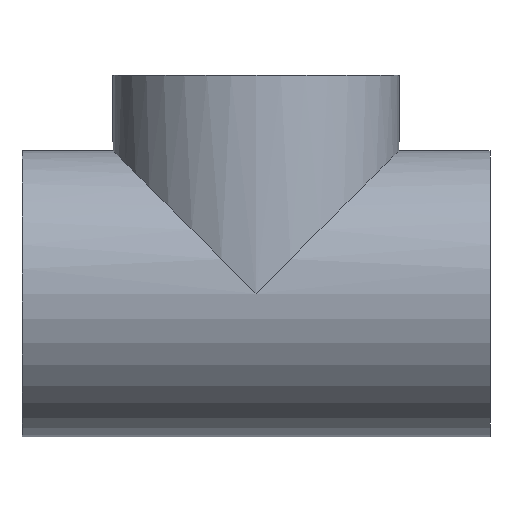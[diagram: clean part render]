
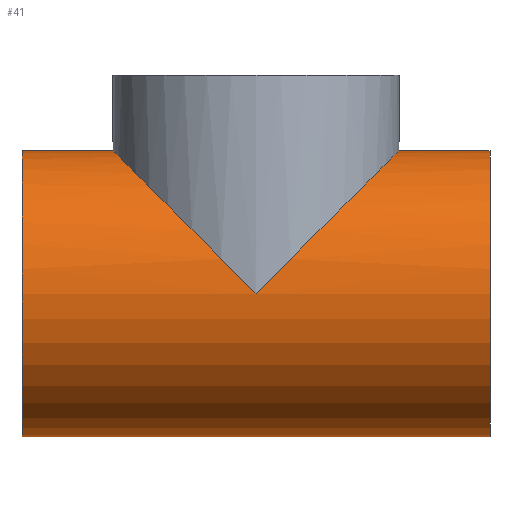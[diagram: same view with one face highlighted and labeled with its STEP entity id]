
A CAD part, front view. The second image highlights one B-rep face of the part: STEP entity #41.
In plain terms, the highlighted cylindrical face has radius 46.5 mm (diameter 93 mm), a full revolution.
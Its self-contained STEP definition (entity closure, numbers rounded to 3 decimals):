
#41 = ADVANCED_FACE( '', ( #89, #90, #91 ), #92, .T. );
#89 = FACE_OUTER_BOUND( '', #150, .T. );
#90 = FACE_OUTER_BOUND( '', #151, .T. );
#91 = FACE_BOUND( '', #152, .T. );
#92 = CYLINDRICAL_SURFACE( '', #153, 46.5 );
#150 = EDGE_LOOP( '', ( #210 ) );
#151 = EDGE_LOOP( '', ( #211 ) );
#152 = EDGE_LOOP( '', ( #212, #213 ) );
#153 = AXIS2_PLACEMENT_3D( '', #214, #215, #216 );
#210 = ORIENTED_EDGE( '', *, *, #287, .T. );
#211 = ORIENTED_EDGE( '', *, *, #288, .F. );
#212 = ORIENTED_EDGE( '', *, *, #289, .F. );
#213 = ORIENTED_EDGE( '', *, *, #290, .F. );
#214 = CARTESIAN_POINT( '', ( 32.5, 0., 0. ) );
#215 = DIRECTION( '', ( 1., 0., 0. ) );
#216 = DIRECTION( '', ( 0., 0., 1. ) );
#287 = EDGE_CURVE( '', #321, #321, #322, .T. );
#288 = EDGE_CURVE( '', #323, #323, #324, .T. );
#289 = EDGE_CURVE( '', #325, #326, #327, .F. );
#290 = EDGE_CURVE( '', #326, #325, #328, .T. );
#321 = VERTEX_POINT( '', #366 );
#322 = CIRCLE( '', #367, 46.5 );
#323 = VERTEX_POINT( '', #368 );
#324 = CIRCLE( '', #369, 46.5 );
#325 = VERTEX_POINT( '', #370 );
#326 = VERTEX_POINT( '', #371 );
#327 = ELLIPSE( '', #372, 65.761, 46.5 );
#328 = ELLIPSE( '', #373, 65.761, 46.5 );
#366 = CARTESIAN_POINT( '', ( -119.5, 46.5, 0. ) );
#367 = AXIS2_PLACEMENT_3D( '', #413, #414, #415 );
#368 = CARTESIAN_POINT( '', ( 32.5, 46.5, 0. ) );
#369 = AXIS2_PLACEMENT_3D( '', #416, #417, #418 );
#370 = CARTESIAN_POINT( '', ( -43.5, 46.5, 0. ) );
#371 = CARTESIAN_POINT( '', ( -43.5, -46.5, 0. ) );
#372 = AXIS2_PLACEMENT_3D( '', #419, #420, #421 );
#373 = AXIS2_PLACEMENT_3D( '', #422, #423, #424 );
#413 = CARTESIAN_POINT( '', ( -119.5, 0., 0. ) );
#414 = DIRECTION( '', ( 1., 0., 0. ) );
#415 = DIRECTION( '', ( 0., 1., 0. ) );
#416 = CARTESIAN_POINT( '', ( 32.5, 0., 0. ) );
#417 = DIRECTION( '', ( 1., 0., 0. ) );
#418 = DIRECTION( '', ( 0., 1., 0. ) );
#419 = CARTESIAN_POINT( '', ( -43.5, 0., 0. ) );
#420 = DIRECTION( '', ( -0.707, 0., -0.707 ) );
#421 = DIRECTION( '', ( -0.707, 0., 0.707 ) );
#422 = CARTESIAN_POINT( '', ( -43.5, 0., 0. ) );
#423 = DIRECTION( '', ( -0.707, 0., 0.707 ) );
#424 = DIRECTION( '', ( -0.707, 0., -0.707 ) );
